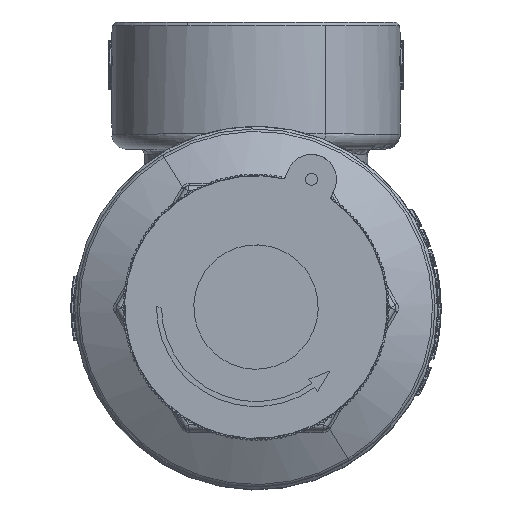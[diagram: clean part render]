
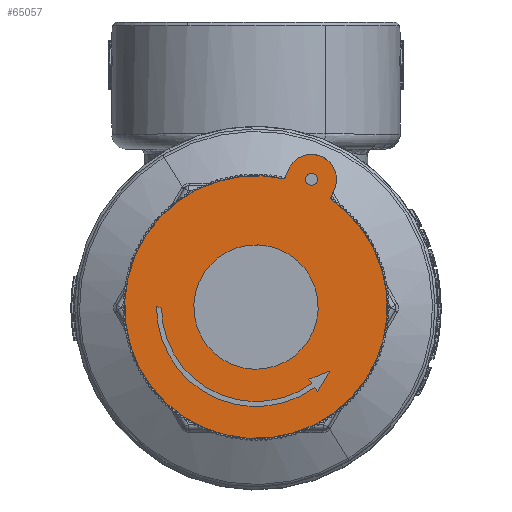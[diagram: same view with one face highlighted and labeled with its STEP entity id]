
A CAD part, top view. The second image highlights one B-rep face of the part: STEP entity #65057.
In plain terms, the highlighted planar face has unit normal (0, 0, 1).
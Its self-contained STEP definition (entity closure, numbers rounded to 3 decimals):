
#64888=CARTESIAN_POINT('Vertex',(-9.87,110.583,136.322)) ;
#64891=CARTESIAN_POINT('Axis2P3D Location',(0.,118.253,136.322)) ;
#64895=CARTESIAN_POINT('Vertex',(9.87,125.924,136.322)) ;
#64910=CARTESIAN_POINT('Axis2P3D Location',(0.,118.253,136.322)) ;
#64922=CARTESIAN_POINT('Axis2P3D Location',(0.,118.253,136.322)) ;
#64927=CARTESIAN_POINT('Line Origine',(15.336,140.984,136.322)) ;
#64931=CARTESIAN_POINT('Vertex',(15.75,141.937,136.322)) ;
#64933=CARTESIAN_POINT('Vertex',(14.922,140.032,136.322)) ;
#64936=CARTESIAN_POINT('Axis2P3D Location',(11.165,143.931,136.322)) ;
#64940=CARTESIAN_POINT('Vertex',(16.045,145.02,136.322)) ;
#64943=CARTESIAN_POINT('Axis2P3D Location',(11.165,143.931,136.322)) ;
#64947=CARTESIAN_POINT('Vertex',(8.633,148.242,136.322)) ;
#64950=CARTESIAN_POINT('Axis2P3D Location',(11.165,143.931,136.322)) ;
#64954=CARTESIAN_POINT('Vertex',(6.58,145.925,136.322)) ;
#64957=CARTESIAN_POINT('Line Origine',(6.165,144.972,136.322)) ;
#64961=CARTESIAN_POINT('Vertex',(5.751,144.019,136.322)) ;
#64964=CARTESIAN_POINT('Axis2P3D Location',(0.,118.253,136.322)) ;
#64977=CARTESIAN_POINT('Axis2P3D Location',(11.165,143.931,136.322)) ;
#64981=CARTESIAN_POINT('Vertex',(12.343,143.7,136.322)) ;
#64983=CARTESIAN_POINT('Vertex',(9.987,144.162,136.322)) ;
#64986=CARTESIAN_POINT('Axis2P3D Location',(11.165,143.931,136.322)) ;
#64999=CARTESIAN_POINT('Line Origine',(-19.499,118.184,136.322)) ;
#65003=CARTESIAN_POINT('Vertex',(-18.998,117.967,136.322)) ;
#65005=CARTESIAN_POINT('Vertex',(-19.999,118.402,136.322)) ;
#65008=CARTESIAN_POINT('Axis2P3D Location',(0.,118.253,136.322)) ;
#65012=CARTESIAN_POINT('Vertex',(11.206,102.91,136.322)) ;
#65015=CARTESIAN_POINT('Line Origine',(10.913,103.315,136.322)) ;
#65019=CARTESIAN_POINT('Vertex',(10.62,103.72,136.322)) ;
#65022=CARTESIAN_POINT('Line Origine',(12.71,104.554,136.322)) ;
#65026=CARTESIAN_POINT('Vertex',(14.799,105.387,136.322)) ;
#65029=CARTESIAN_POINT('Line Origine',(13.589,103.338,136.322)) ;
#65033=CARTESIAN_POINT('Vertex',(12.379,101.289,136.322)) ;
#65036=CARTESIAN_POINT('Line Origine',(12.085,101.695,136.322)) ;
#65040=CARTESIAN_POINT('Vertex',(11.792,102.1,136.322)) ;
#65043=CARTESIAN_POINT('Axis2P3D Location',(0.,118.253,136.322)) ;
#64929=VECTOR('Line Direction',#64928,1.) ;
#64959=VECTOR('Line Direction',#64958,1.) ;
#65001=VECTOR('Line Direction',#65000,1.) ;
#65017=VECTOR('Line Direction',#65016,1.) ;
#65024=VECTOR('Line Direction',#65023,1.) ;
#65031=VECTOR('Line Direction',#65030,1.) ;
#65038=VECTOR('Line Direction',#65037,1.) ;
#64892=DIRECTION('Axis2P3D Direction',(0.,0.,-1.)) ;
#64911=DIRECTION('Axis2P3D Direction',(0.,0.,-1.)) ;
#64923=DIRECTION('Axis2P3D Direction',(0.,0.,1.)) ;
#64924=DIRECTION('Axis2P3D XDirection',(0.399,0.917,0.)) ;
#64928=DIRECTION('Vector Direction',(-0.399,-0.917,0.)) ;
#64937=DIRECTION('Axis2P3D Direction',(0.,0.,1.)) ;
#64944=DIRECTION('Axis2P3D Direction',(0.,0.,1.)) ;
#64951=DIRECTION('Axis2P3D Direction',(0.,0.,1.)) ;
#64958=DIRECTION('Vector Direction',(-0.399,-0.917,0.)) ;
#64965=DIRECTION('Axis2P3D Direction',(0.,0.,1.)) ;
#64978=DIRECTION('Axis2P3D Direction',(0.,0.,1.)) ;
#64987=DIRECTION('Axis2P3D Direction',(0.,0.,1.)) ;
#65000=DIRECTION('Vector Direction',(0.917,-0.399,0.)) ;
#65009=DIRECTION('Axis2P3D Direction',(0.,0.,1.)) ;
#65016=DIRECTION('Vector Direction',(0.586,-0.81,0.)) ;
#65023=DIRECTION('Vector Direction',(-0.929,-0.37,0.)) ;
#65030=DIRECTION('Vector Direction',(0.509,0.861,0.)) ;
#65037=DIRECTION('Vector Direction',(0.586,-0.81,0.)) ;
#65044=DIRECTION('Axis2P3D Direction',(0.,0.,1.)) ;
#64893=AXIS2_PLACEMENT_3D('Circle Axis2P3D',#64891,#64892,$) ;
#64912=AXIS2_PLACEMENT_3D('Circle Axis2P3D',#64910,#64911,$) ;
#64925=AXIS2_PLACEMENT_3D('Plane Axis2P3D',#64922,#64923,#64924) ;
#64938=AXIS2_PLACEMENT_3D('Circle Axis2P3D',#64936,#64937,$) ;
#64945=AXIS2_PLACEMENT_3D('Circle Axis2P3D',#64943,#64944,$) ;
#64952=AXIS2_PLACEMENT_3D('Circle Axis2P3D',#64950,#64951,$) ;
#64966=AXIS2_PLACEMENT_3D('Circle Axis2P3D',#64964,#64965,$) ;
#64979=AXIS2_PLACEMENT_3D('Circle Axis2P3D',#64977,#64978,$) ;
#64988=AXIS2_PLACEMENT_3D('Circle Axis2P3D',#64986,#64987,$) ;
#65010=AXIS2_PLACEMENT_3D('Circle Axis2P3D',#65008,#65009,$) ;
#65045=AXIS2_PLACEMENT_3D('Circle Axis2P3D',#65043,#65044,$) ;
#64930=LINE('Line',#64927,#64929) ;
#64960=LINE('Line',#64957,#64959) ;
#65002=LINE('Line',#64999,#65001) ;
#65018=LINE('Line',#65015,#65017) ;
#65025=LINE('Line',#65022,#65024) ;
#65032=LINE('Line',#65029,#65031) ;
#65039=LINE('Line',#65036,#65038) ;
#64894=CIRCLE('generated circle',#64893,12.5) ;
#64913=CIRCLE('generated circle',#64912,12.5) ;
#64939=CIRCLE('generated circle',#64938,5.) ;
#64946=CIRCLE('generated circle',#64945,5.) ;
#64953=CIRCLE('generated circle',#64952,5.) ;
#64967=CIRCLE('generated circle',#64966,26.4) ;
#64980=CIRCLE('generated circle',#64979,1.2) ;
#64989=CIRCLE('generated circle',#64988,1.2) ;
#65011=CIRCLE('generated circle',#65010,19.) ;
#65046=CIRCLE('generated circle',#65045,20.) ;
#64926=PLANE('',#64925) ;
#64994=FACE_BOUND('',#64991,.T.) ;
#64998=FACE_BOUND('',#64995,.T.) ;
#65056=FACE_BOUND('',#65048,.T.) ;
#64897=EDGE_CURVE('',#64889,#64896,#64894,.F.) ;
#64914=EDGE_CURVE('',#64896,#64889,#64913,.F.) ;
#64935=EDGE_CURVE('',#64932,#64934,#64930,.T.) ;
#64942=EDGE_CURVE('',#64941,#64932,#64939,.F.) ;
#64949=EDGE_CURVE('',#64941,#64948,#64946,.T.) ;
#64956=EDGE_CURVE('',#64955,#64948,#64953,.F.) ;
#64963=EDGE_CURVE('',#64962,#64955,#64960,.F.) ;
#64968=EDGE_CURVE('',#64934,#64962,#64967,.F.) ;
#64985=EDGE_CURVE('',#64982,#64984,#64980,.T.) ;
#64990=EDGE_CURVE('',#64984,#64982,#64989,.T.) ;
#65007=EDGE_CURVE('',#65004,#65006,#65002,.F.) ;
#65014=EDGE_CURVE('',#65013,#65004,#65011,.F.) ;
#65021=EDGE_CURVE('',#65020,#65013,#65018,.T.) ;
#65028=EDGE_CURVE('',#65027,#65020,#65025,.T.) ;
#65035=EDGE_CURVE('',#65034,#65027,#65032,.T.) ;
#65042=EDGE_CURVE('',#65041,#65034,#65039,.T.) ;
#65047=EDGE_CURVE('',#65006,#65041,#65046,.T.) ;
#64970=ORIENTED_EDGE('',*,*,#64935,.F.) ;
#64971=ORIENTED_EDGE('',*,*,#64942,.F.) ;
#64972=ORIENTED_EDGE('',*,*,#64949,.T.) ;
#64973=ORIENTED_EDGE('',*,*,#64956,.F.) ;
#64974=ORIENTED_EDGE('',*,*,#64963,.F.) ;
#64975=ORIENTED_EDGE('',*,*,#64968,.F.) ;
#64992=ORIENTED_EDGE('',*,*,#64985,.F.) ;
#64993=ORIENTED_EDGE('',*,*,#64990,.F.) ;
#64996=ORIENTED_EDGE('',*,*,#64897,.F.) ;
#64997=ORIENTED_EDGE('',*,*,#64914,.F.) ;
#65049=ORIENTED_EDGE('',*,*,#65007,.F.) ;
#65050=ORIENTED_EDGE('',*,*,#65014,.F.) ;
#65051=ORIENTED_EDGE('',*,*,#65021,.F.) ;
#65052=ORIENTED_EDGE('',*,*,#65028,.F.) ;
#65053=ORIENTED_EDGE('',*,*,#65035,.F.) ;
#65054=ORIENTED_EDGE('',*,*,#65042,.F.) ;
#65055=ORIENTED_EDGE('',*,*,#65047,.F.) ;
#64969=EDGE_LOOP('',(#64970,#64971,#64972,#64973,#64974,#64975)) ;
#64991=EDGE_LOOP('',(#64992,#64993)) ;
#64995=EDGE_LOOP('',(#64996,#64997)) ;
#65048=EDGE_LOOP('',(#65049,#65050,#65051,#65052,#65053,#65054,#65055)) ;
#64889=VERTEX_POINT('',#64888) ;
#64896=VERTEX_POINT('',#64895) ;
#64932=VERTEX_POINT('',#64931) ;
#64934=VERTEX_POINT('',#64933) ;
#64941=VERTEX_POINT('',#64940) ;
#64948=VERTEX_POINT('',#64947) ;
#64955=VERTEX_POINT('',#64954) ;
#64962=VERTEX_POINT('',#64961) ;
#64982=VERTEX_POINT('',#64981) ;
#64984=VERTEX_POINT('',#64983) ;
#65004=VERTEX_POINT('',#65003) ;
#65006=VERTEX_POINT('',#65005) ;
#65013=VERTEX_POINT('',#65012) ;
#65020=VERTEX_POINT('',#65019) ;
#65027=VERTEX_POINT('',#65026) ;
#65034=VERTEX_POINT('',#65033) ;
#65041=VERTEX_POINT('',#65040) ;
#65057=ADVANCED_FACE('PartBody',(#64976,#64994,#64998,#65056),#64926,.T.) ;
#64976=FACE_OUTER_BOUND('',#64969,.T.) ;
